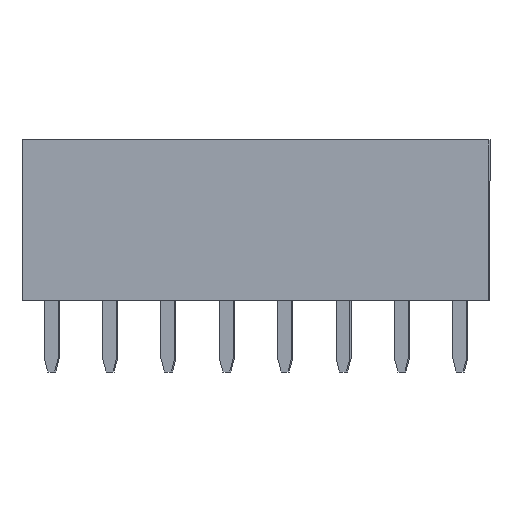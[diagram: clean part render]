
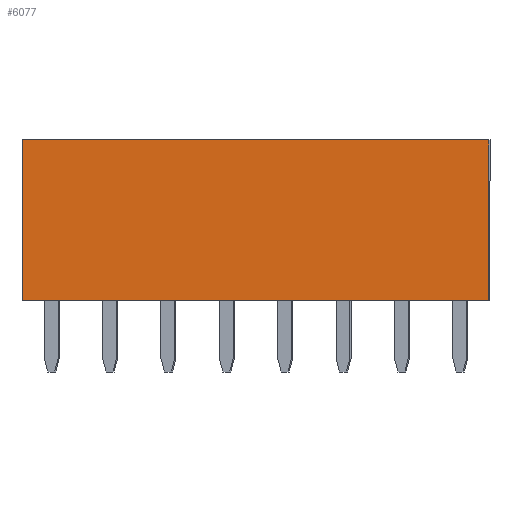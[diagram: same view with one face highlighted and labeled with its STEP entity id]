
A CAD part, front view. The second image highlights one B-rep face of the part: STEP entity #6077.
In plain terms, the highlighted face is planar.
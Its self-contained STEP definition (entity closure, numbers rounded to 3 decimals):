
#265=FACE_OUTER_BOUND('',#595,.T.);
#595=EDGE_LOOP('',(#4051,#4052,#4053,#4054));
#955=LINE('',#8300,#1803);
#956=LINE('',#8302,#1804);
#957=LINE('',#8304,#1805);
#958=LINE('',#8305,#1806);
#1803=VECTOR('',#6778,20.32);
#1804=VECTOR('',#6779,7.);
#1805=VECTOR('',#6780,20.32);
#1806=VECTOR('',#6781,7.);
#2651=VERTEX_POINT('',#8298);
#2652=VERTEX_POINT('',#8299);
#2653=VERTEX_POINT('',#8301);
#2654=VERTEX_POINT('',#8303);
#3203=EDGE_CURVE('',#2651,#2652,#955,.T.);
#3204=EDGE_CURVE('',#2652,#2653,#956,.T.);
#3205=EDGE_CURVE('',#2654,#2653,#957,.T.);
#3206=EDGE_CURVE('',#2651,#2654,#958,.T.);
#4051=ORIENTED_EDGE('',*,*,#3203,.T.);
#4052=ORIENTED_EDGE('',*,*,#3204,.T.);
#4053=ORIENTED_EDGE('',*,*,#3205,.F.);
#4054=ORIENTED_EDGE('',*,*,#3206,.F.);
#5747=PLANE('',#6435);
#6077=ADVANCED_FACE('',(#265),#5747,.F.);
#6435=AXIS2_PLACEMENT_3D('',#8297,#6776,#6777);
#6776=DIRECTION('center_axis',(-1.,0.,0.));
#6777=DIRECTION('ref_axis',(0.,0.,1.));
#6778=DIRECTION('',(0.,1.,0.));
#6779=DIRECTION('',(0.,0.,1.));
#6780=DIRECTION('',(0.,1.,0.));
#6781=DIRECTION('',(0.,0.,1.));
#8297=CARTESIAN_POINT('Origin',(1.27,-19.05,0.));
#8298=CARTESIAN_POINT('',(1.27,-19.05,0.));
#8299=CARTESIAN_POINT('',(1.27,1.27,0.));
#8300=CARTESIAN_POINT('',(1.27,-19.05,0.));
#8301=CARTESIAN_POINT('',(1.27,1.27,7.));
#8302=CARTESIAN_POINT('',(1.27,1.27,0.));
#8303=CARTESIAN_POINT('',(1.27,-19.05,7.));
#8304=CARTESIAN_POINT('',(1.27,-19.05,7.));
#8305=CARTESIAN_POINT('',(1.27,-19.05,0.));
